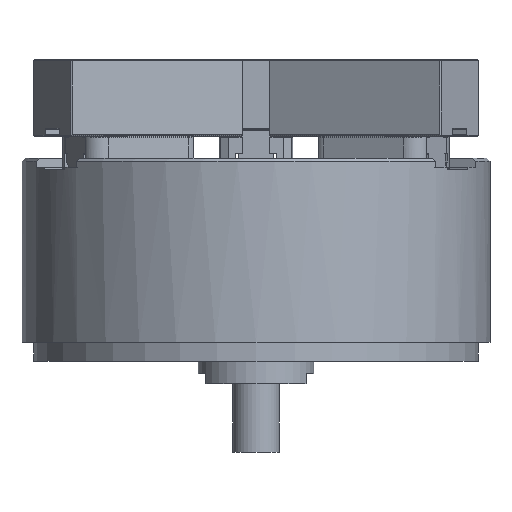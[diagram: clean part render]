
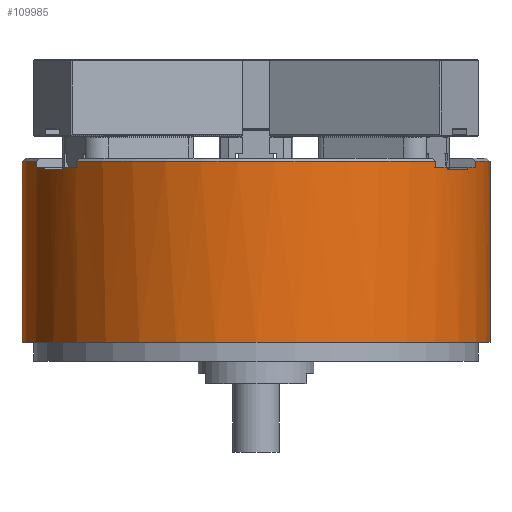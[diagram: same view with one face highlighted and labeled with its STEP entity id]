
A CAD part, front view. The second image highlights one B-rep face of the part: STEP entity #109985.
In plain terms, the highlighted cylindrical face has radius 152 mm (diameter 304 mm), a full revolution.
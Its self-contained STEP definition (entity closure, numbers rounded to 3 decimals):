
#681=CYLINDRICAL_SURFACE('',#116030,152.);
#9671=LINE('',#166010,#23592);
#9677=LINE('',#166024,#23598);
#9680=LINE('',#166032,#23601);
#9681=LINE('',#166034,#23602);
#9682=LINE('',#166043,#23603);
#9684=LINE('',#166046,#23605);
#9688=LINE('',#166058,#23609);
#9693=LINE('',#166077,#23614);
#10522=LINE('',#168219,#24443);
#10528=LINE('',#168233,#24449);
#10537=LINE('',#168254,#24458);
#10544=LINE('',#168268,#24465);
#23592=VECTOR('',#134621,1000.);
#23598=VECTOR('',#134635,1000.);
#23601=VECTOR('',#134644,1000.);
#23602=VECTOR('',#134647,1000.);
#23603=VECTOR('',#134660,1000.);
#23605=VECTOR('',#134664,1000.);
#23609=VECTOR('',#134676,1000.);
#23614=VECTOR('',#134697,1000.);
#24443=VECTOR('',#136606,1000.);
#24449=VECTOR('',#136620,1000.);
#24458=VECTOR('',#136637,1000.);
#24465=VECTOR('',#136648,1000.);
#53761=ORIENTED_EDGE('',*,*,#75199,.F.);
#53762=ORIENTED_EDGE('',*,*,#75409,.F.);
#53763=ORIENTED_EDGE('',*,*,#76244,.T.);
#53764=ORIENTED_EDGE('',*,*,#76253,.F.);
#53765=ORIENTED_EDGE('',*,*,#76251,.T.);
#53766=ORIENTED_EDGE('',*,*,#75402,.F.);
#53767=ORIENTED_EDGE('',*,*,#76234,.F.);
#53768=ORIENTED_EDGE('',*,*,#76254,.T.);
#53769=ORIENTED_EDGE('',*,*,#76227,.F.);
#53770=ORIENTED_EDGE('',*,*,#75406,.F.);
#53771=ORIENTED_EDGE('',*,*,#75190,.T.);
#53772=ORIENTED_EDGE('',*,*,#75158,.F.);
#53773=ORIENTED_EDGE('',*,*,#75177,.T.);
#53774=ORIENTED_EDGE('',*,*,#75155,.T.);
#53775=ORIENTED_EDGE('',*,*,#75172,.F.);
#53776=ORIENTED_EDGE('',*,*,#75161,.T.);
#53777=ORIENTED_EDGE('',*,*,#75164,.F.);
#53778=ORIENTED_EDGE('',*,*,#75180,.T.);
#53779=ORIENTED_EDGE('',*,*,#75184,.T.);
#53780=ORIENTED_EDGE('',*,*,#75167,.F.);
#53781=ORIENTED_EDGE('',*,*,#75176,.T.);
#53782=ORIENTED_EDGE('',*,*,#75173,.T.);
#53783=ORIENTED_EDGE('',*,*,#75182,.F.);
#53784=ORIENTED_EDGE('',*,*,#75170,.T.);
#53785=ORIENTED_EDGE('',*,*,#75401,.T.);
#75155=EDGE_CURVE('',#88304,#88303,#93677,.T.);
#75158=EDGE_CURVE('',#88305,#88306,#93678,.T.);
#75161=EDGE_CURVE('',#88308,#88307,#93679,.T.);
#75164=EDGE_CURVE('',#88310,#88307,#9671,.T.);
#75167=EDGE_CURVE('',#88311,#88312,#93681,.T.);
#75170=EDGE_CURVE('',#88314,#88313,#93682,.T.);
#75172=EDGE_CURVE('',#88308,#88303,#9677,.T.);
#75173=EDGE_CURVE('',#88315,#88316,#93683,.T.);
#75176=EDGE_CURVE('',#88311,#88315,#9680,.T.);
#75177=EDGE_CURVE('',#88305,#88304,#9681,.T.);
#75180=EDGE_CURVE('',#88310,#88318,#93686,.T.);
#75182=EDGE_CURVE('',#88314,#88316,#9682,.T.);
#75184=EDGE_CURVE('',#88318,#88312,#9684,.T.);
#75190=EDGE_CURVE('',#88322,#88306,#9688,.T.);
#75199=EDGE_CURVE('',#88328,#88313,#9693,.T.);
#75401=EDGE_CURVE('',#88483,#88483,#93766,.T.);
#75402=EDGE_CURVE('',#88484,#88485,#93767,.T.);
#75406=EDGE_CURVE('',#88322,#88488,#93768,.T.);
#75409=EDGE_CURVE('',#88489,#88328,#93771,.T.);
#76227=EDGE_CURVE('',#88488,#89032,#10522,.T.);
#76234=EDGE_CURVE('',#89036,#88484,#10528,.T.);
#76244=EDGE_CURVE('',#88489,#89043,#10537,.T.);
#76251=EDGE_CURVE('',#89049,#88485,#10544,.T.);
#76253=EDGE_CURVE('',#89049,#89043,#93875,.T.);
#76254=EDGE_CURVE('',#89036,#89032,#93876,.T.);
#88303=VERTEX_POINT('',#165991);
#88304=VERTEX_POINT('',#165993);
#88305=VERTEX_POINT('',#165997);
#88306=VERTEX_POINT('',#165999);
#88307=VERTEX_POINT('',#166002);
#88308=VERTEX_POINT('',#166004);
#88310=VERTEX_POINT('',#166009);
#88311=VERTEX_POINT('',#166014);
#88312=VERTEX_POINT('',#166016);
#88313=VERTEX_POINT('',#166019);
#88314=VERTEX_POINT('',#166021);
#88315=VERTEX_POINT('',#166027);
#88316=VERTEX_POINT('',#166028);
#88318=VERTEX_POINT('',#166039);
#88322=VERTEX_POINT('',#166056);
#88328=VERTEX_POINT('',#166076);
#88483=VERTEX_POINT('',#166500);
#88484=VERTEX_POINT('',#166503);
#88485=VERTEX_POINT('',#166504);
#88488=VERTEX_POINT('',#166512);
#88489=VERTEX_POINT('',#166516);
#89032=VERTEX_POINT('',#168220);
#89036=VERTEX_POINT('',#168234);
#89043=VERTEX_POINT('',#168253);
#89049=VERTEX_POINT('',#168269);
#93677=CIRCLE('',#115447,152.);
#93678=CIRCLE('',#115449,152.);
#93679=CIRCLE('',#115450,152.);
#93681=CIRCLE('',#115454,152.);
#93682=CIRCLE('',#115455,152.);
#93683=CIRCLE('',#115458,152.);
#93686=CIRCLE('',#115464,152.);
#93766=CIRCLE('',#115618,152.);
#93767=CIRCLE('',#115620,152.);
#93768=CIRCLE('',#115622,152.);
#93771=CIRCLE('',#115626,152.);
#93875=CIRCLE('',#116031,152.);
#93876=CIRCLE('',#116032,152.);
#98435=EDGE_LOOP('',(#53761,#53762,#53763,#53764,#53765,#53766,#53767,#53768,
#53769,#53770,#53771,#53772,#53773,#53774,#53775,#53776,#53777,#53778,#53779,
#53780,#53781,#53782,#53783,#53784));
#98436=EDGE_LOOP('',(#53785));
#104290=FACE_BOUND('',#98435,.T.);
#104291=FACE_BOUND('',#98436,.T.);
#109985=ADVANCED_FACE('',(#104290,#104291),#681,.T.);
#115447=AXIS2_PLACEMENT_3D('',#165992,#134604,#134605);
#115449=AXIS2_PLACEMENT_3D('',#165998,#134610,#134611);
#115450=AXIS2_PLACEMENT_3D('',#166003,#134614,#134615);
#115454=AXIS2_PLACEMENT_3D('',#166015,#134626,#134627);
#115455=AXIS2_PLACEMENT_3D('',#166020,#134630,#134631);
#115458=AXIS2_PLACEMENT_3D('',#166026,#134638,#134639);
#115464=AXIS2_PLACEMENT_3D('',#166040,#134654,#134655);
#115618=AXIS2_PLACEMENT_3D('',#166499,#135103,#135104);
#115620=AXIS2_PLACEMENT_3D('',#166502,#135107,#135108);
#115622=AXIS2_PLACEMENT_3D('',#166511,#135114,#135115);
#115626=AXIS2_PLACEMENT_3D('',#166517,#135122,#135123);
#116030=AXIS2_PLACEMENT_3D('',#168271,#136650,#136651);
#116031=AXIS2_PLACEMENT_3D('',#168272,#136652,#136653);
#116032=AXIS2_PLACEMENT_3D('',#168273,#136654,#136655);
#134604=DIRECTION('',(0.,0.,-1.));
#134605=DIRECTION('',(-0.5,-0.866,0.));
#134610=DIRECTION('',(0.,0.,1.));
#134611=DIRECTION('',(0.5,0.866,0.));
#134614=DIRECTION('',(0.,0.,-1.));
#134615=DIRECTION('',(-0.5,-0.866,0.));
#134621=DIRECTION('',(0.,0.,-1.));
#134626=DIRECTION('',(0.,0.,1.));
#134627=DIRECTION('',(0.5,-0.866,0.));
#134630=DIRECTION('',(0.,0.,-1.));
#134631=DIRECTION('',(-0.5,0.866,0.));
#134635=DIRECTION('',(0.,0.,-1.));
#134638=DIRECTION('',(0.,0.,-1.));
#134639=DIRECTION('',(-0.5,0.866,0.));
#134644=DIRECTION('',(0.,0.,-1.));
#134647=DIRECTION('',(0.,0.,-1.));
#134654=DIRECTION('',(0.,0.,-1.));
#134655=DIRECTION('',(0.5,-0.866,0.));
#134660=DIRECTION('',(0.,0.,-1.));
#134664=DIRECTION('',(0.,0.,-1.));
#134676=DIRECTION('',(0.,0.,-1.));
#134697=DIRECTION('',(0.,0.,-1.));
#135103=DIRECTION('',(0.,0.,1.));
#135104=DIRECTION('',(1.,0.,0.));
#135107=DIRECTION('',(0.,0.,1.));
#135108=DIRECTION('',(-1.,0.,0.));
#135114=DIRECTION('',(0.,0.,1.));
#135115=DIRECTION('',(1.,0.,0.));
#135122=DIRECTION('',(0.,0.,1.));
#135123=DIRECTION('',(-0.5,0.866,0.));
#136606=DIRECTION('',(0.,0.,-1.));
#136620=DIRECTION('',(0.,0.,-1.));
#136637=DIRECTION('',(0.,0.,-1.));
#136648=DIRECTION('',(0.,0.,-1.));
#136650=DIRECTION('',(0.,0.,1.));
#136651=DIRECTION('',(1.,0.,0.));
#136652=DIRECTION('',(0.,0.,1.));
#136653=DIRECTION('',(-1.,0.,0.));
#136654=DIRECTION('',(0.,0.,-1.));
#136655=DIRECTION('',(1.,0.,0.));
#165991=CARTESIAN_POINT('',(124.654,-86.98,-7.4));
#165992=CARTESIAN_POINT('',(0.,0.,-7.4));
#165993=CARTESIAN_POINT('',(137.654,-64.463,-7.4));
#165997=CARTESIAN_POINT('',(137.654,-64.463,-6.));
#165998=CARTESIAN_POINT('',(0.,0.,-6.));
#165999=CARTESIAN_POINT('',(142.696,-52.363,-6.));
#166002=CARTESIAN_POINT('',(116.696,-97.397,-6.));
#166003=CARTESIAN_POINT('',(0.,0.,-6.));
#166004=CARTESIAN_POINT('',(124.654,-86.98,-6.));
#166009=CARTESIAN_POINT('',(116.696,-97.397,-2.));
#166010=CARTESIAN_POINT('',(116.696,-97.397,9.086));
#166014=CARTESIAN_POINT('',(-124.654,-86.98,-6.));
#166015=CARTESIAN_POINT('',(0.,0.,-6.));
#166016=CARTESIAN_POINT('',(-116.696,-97.397,-6.));
#166019=CARTESIAN_POINT('',(-142.696,-52.363,-6.));
#166020=CARTESIAN_POINT('',(0.,0.,-6.));
#166021=CARTESIAN_POINT('',(-137.654,-64.463,-6.));
#166024=CARTESIAN_POINT('',(124.654,-86.98,9.086));
#166026=CARTESIAN_POINT('',(0.,0.,-7.4));
#166027=CARTESIAN_POINT('',(-124.654,-86.98,-7.4));
#166028=CARTESIAN_POINT('',(-137.654,-64.463,-7.4));
#166032=CARTESIAN_POINT('',(-124.654,-86.98,9.086));
#166034=CARTESIAN_POINT('',(137.654,-64.463,9.086));
#166039=CARTESIAN_POINT('',(-116.696,-97.397,-2.));
#166040=CARTESIAN_POINT('',(0.,0.,-2.));
#166043=CARTESIAN_POINT('',(-137.654,-64.463,9.086));
#166046=CARTESIAN_POINT('',(-116.696,-97.397,9.086));
#166056=CARTESIAN_POINT('',(142.696,-52.363,-2.));
#166058=CARTESIAN_POINT('',(142.696,-52.363,9.086));
#166076=CARTESIAN_POINT('',(-142.696,-52.363,-2.));
#166077=CARTESIAN_POINT('',(-142.696,-52.363,9.086));
#166499=CARTESIAN_POINT('',(0.,0.,-119.7));
#166500=CARTESIAN_POINT('',(152.,0.,-119.7));
#166502=CARTESIAN_POINT('',(0.,0.,-7.4));
#166503=CARTESIAN_POINT('',(13.,151.443,-7.4));
#166504=CARTESIAN_POINT('',(-13.,151.443,-7.4));
#166511=CARTESIAN_POINT('',(0.,0.,-2.));
#166512=CARTESIAN_POINT('',(26.,149.76,-2.));
#166516=CARTESIAN_POINT('',(-26.,149.76,-2.));
#166517=CARTESIAN_POINT('',(0.,0.,-2.));
#168219=CARTESIAN_POINT('',(26.,149.76,9.086));
#168220=CARTESIAN_POINT('',(26.,149.76,-6.));
#168233=CARTESIAN_POINT('',(13.,151.443,9.086));
#168234=CARTESIAN_POINT('',(13.,151.443,-6.));
#168253=CARTESIAN_POINT('',(-26.,149.76,-6.));
#168254=CARTESIAN_POINT('',(-26.,149.76,9.086));
#168268=CARTESIAN_POINT('',(-13.,151.443,9.086));
#168269=CARTESIAN_POINT('',(-13.,151.443,-6.));
#168271=CARTESIAN_POINT('',(0.,0.,-0.737));
#168272=CARTESIAN_POINT('',(0.,0.,-6.));
#168273=CARTESIAN_POINT('',(0.,0.,-6.));
